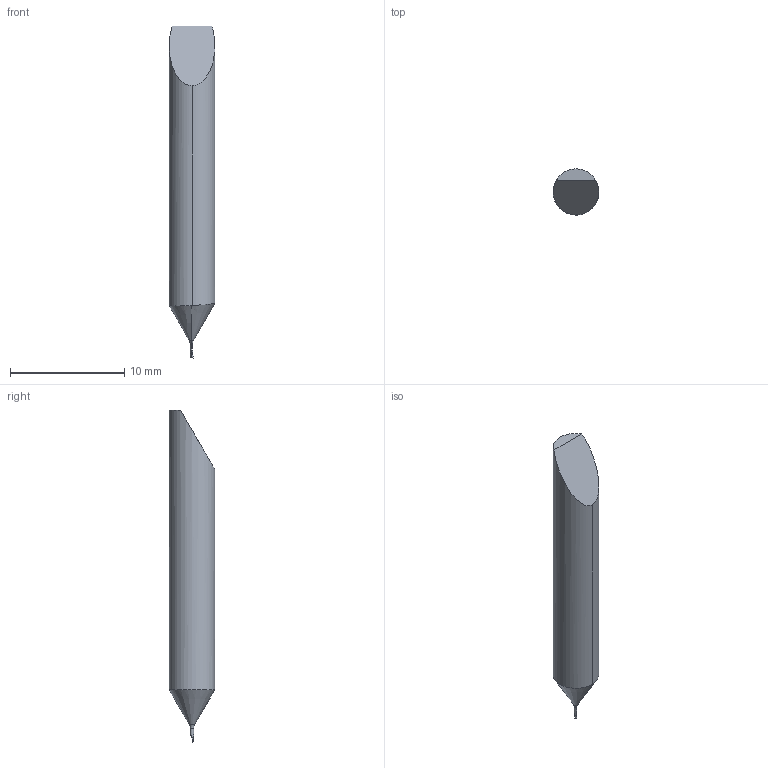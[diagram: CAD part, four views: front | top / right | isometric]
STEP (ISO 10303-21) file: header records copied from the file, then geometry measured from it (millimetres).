
FILE_DESCRIPTION(/* description */ (''),/* implementation_level */ '2;1');
FILE_NAME(/* name */ '1623991181248.stp',/* time_stamp */ '2021-06-18T10:09:52+06:00',/* author */ (''),/* organization */ ('SMS'),/* preprocessor_version */ 'ST-DEVELOPER v16.7',/* originating_system */ 'SIEMENS PLM Software NX 12.0',/* authorisation */ '');
FILE_SCHEMA (('AUTOMOTIVE_DESIGN { 1 0 10303 214 3 1 1 1 }'));
Length unit declared in the file: millimetre
Products named in the file (1): 203574659mod000_00
Bounding box: 4 x 4 x 29 mm (x, y, z)
Volume: 297.2 mm3; surface area: 328.5 mm2
Topology: 2 solids, 2 shells, 22 faces, 49 edges, 34 vertices
Faces by surface type: plane 7, cylinder 6, cone 4, bspline 3, torus 2
Entity records: 832 total; most frequent: CARTESIAN_POINT 335, ORIENTED_EDGE 96, DIRECTION 78, EDGE_CURVE 48, AXIS2_PLACEMENT_3D 33, VERTEX_POINT 30, ADVANCED_FACE 22, FACE_OUTER_BOUND 22
